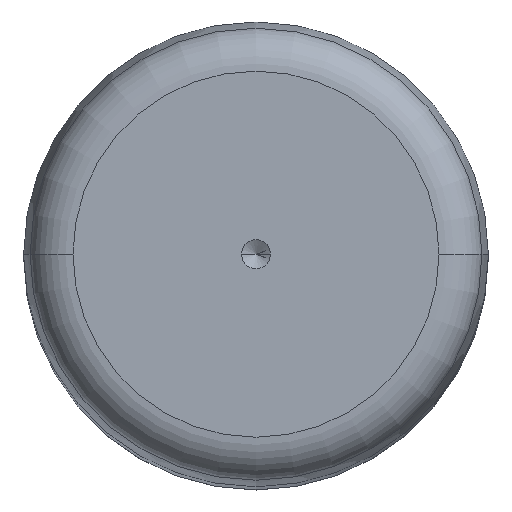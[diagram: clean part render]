
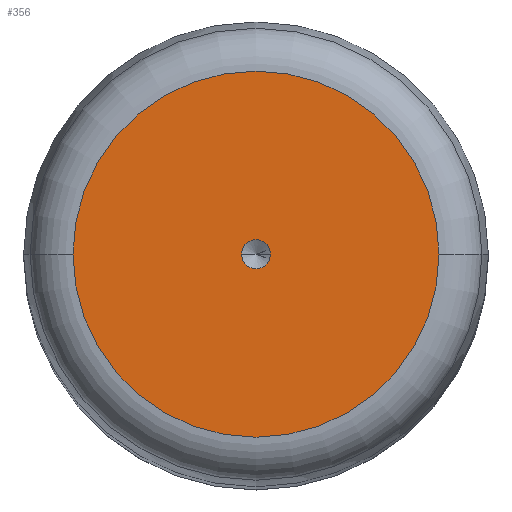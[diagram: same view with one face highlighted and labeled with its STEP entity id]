
A CAD part, top view. The second image highlights one B-rep face of the part: STEP entity #356.
In plain terms, the highlighted planar face has unit normal (0, 0, 1).
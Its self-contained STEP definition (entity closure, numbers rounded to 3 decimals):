
#39 = CARTESIAN_POINT ( 'NONE',  ( -1., 0., 140. ) ) ;
#53 = CARTESIAN_POINT ( 'NONE',  ( 0., 0., 140. ) ) ;
#63 = CIRCLE ( 'NONE', #125, 12.604 ) ;
#91 = AXIS2_PLACEMENT_3D ( 'NONE', #479, #156, #626 ) ;
#97 = PLANE ( 'NONE',  #571 ) ;
#99 = EDGE_LOOP ( 'NONE', ( #283, #159 ) ) ;
#113 = CARTESIAN_POINT ( 'NONE',  ( 0., 0., 140. ) ) ;
#125 = AXIS2_PLACEMENT_3D ( 'NONE', #146, #202, #518 ) ;
#145 = AXIS2_PLACEMENT_3D ( 'NONE', #113, #163, #535 ) ;
#146 = CARTESIAN_POINT ( 'NONE',  ( 0., 0., 140. ) ) ;
#153 = VERTEX_POINT ( 'NONE', #411 ) ;
#155 = CIRCLE ( 'NONE', #397, 1. ) ;
#156 = DIRECTION ( 'NONE',  ( 0., 0., 1. ) ) ;
#159 = ORIENTED_EDGE ( 'NONE', *, *, #563, .T. ) ;
#163 = DIRECTION ( 'NONE',  ( 0., 0., 1. ) ) ;
#173 = DIRECTION ( 'NONE',  ( 1., 0., 0. ) ) ;
#179 = VERTEX_POINT ( 'NONE', #634 ) ;
#194 = EDGE_CURVE ( 'NONE', #359, #402, #155, .T. ) ;
#202 = DIRECTION ( 'NONE',  ( 0., 0., 1. ) ) ;
#231 = DIRECTION ( 'NONE',  ( 0., 0., 1. ) ) ;
#264 = DIRECTION ( 'NONE',  ( 1., 0., 0. ) ) ;
#283 = ORIENTED_EDGE ( 'NONE', *, *, #301, .T. ) ;
#301 = EDGE_CURVE ( 'NONE', #179, #153, #63, .T. ) ;
#356 = ADVANCED_FACE ( 'NONE', ( #557, #406 ), #97, .T. ) ;
#359 = VERTEX_POINT ( 'NONE', #39 ) ;
#393 = CARTESIAN_POINT ( 'NONE',  ( 0., 0., 140. ) ) ;
#397 = AXIS2_PLACEMENT_3D ( 'NONE', #393, #231, #173 ) ;
#402 = VERTEX_POINT ( 'NONE', #480 ) ;
#406 = FACE_OUTER_BOUND ( 'NONE', #99, .T. ) ;
#411 = CARTESIAN_POINT ( 'NONE',  ( -12.604, 0., 140. ) ) ;
#430 = DIRECTION ( 'NONE',  ( 0., 0., 1. ) ) ;
#438 = EDGE_LOOP ( 'NONE', ( #651, #532 ) ) ;
#444 = EDGE_CURVE ( 'NONE', #402, #359, #556, .T. ) ;
#479 = CARTESIAN_POINT ( 'NONE',  ( 0., 0., 140. ) ) ;
#480 = CARTESIAN_POINT ( 'NONE',  ( 1., 0., 140. ) ) ;
#497 = CIRCLE ( 'NONE', #145, 12.604 ) ;
#518 = DIRECTION ( 'NONE',  ( 1., 0., 0. ) ) ;
#532 = ORIENTED_EDGE ( 'NONE', *, *, #194, .F. ) ;
#535 = DIRECTION ( 'NONE',  ( 1., 0., 0. ) ) ;
#556 = CIRCLE ( 'NONE', #91, 1. ) ;
#557 = FACE_BOUND ( 'NONE', #438, .T. ) ;
#563 = EDGE_CURVE ( 'NONE', #153, #179, #497, .T. ) ;
#571 = AXIS2_PLACEMENT_3D ( 'NONE', #53, #430, #264 ) ;
#626 = DIRECTION ( 'NONE',  ( 1., 0., 0. ) ) ;
#634 = CARTESIAN_POINT ( 'NONE',  ( 12.604, 0., 140. ) ) ;
#651 = ORIENTED_EDGE ( 'NONE', *, *, #444, .F. ) ;
